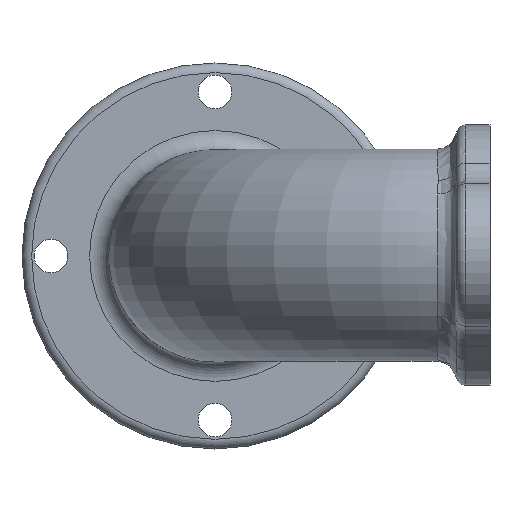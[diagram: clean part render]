
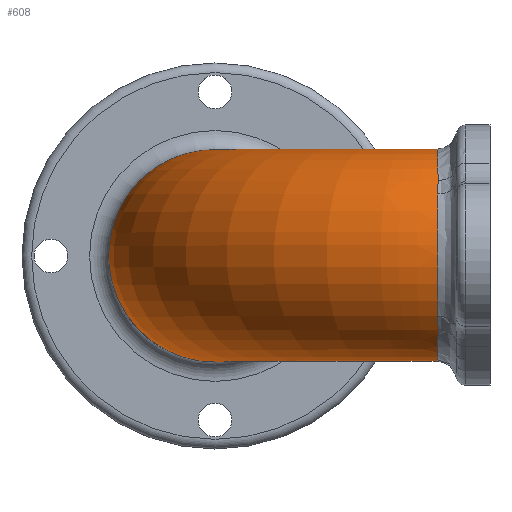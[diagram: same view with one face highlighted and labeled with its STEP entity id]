
A CAD part, top view. The second image highlights one B-rep face of the part: STEP entity #608.
In plain terms, the highlighted toroidal (fillet/blend) face has major radius 50 mm and minor radius 22 mm.
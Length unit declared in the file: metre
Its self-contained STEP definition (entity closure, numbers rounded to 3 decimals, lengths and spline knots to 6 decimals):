
#36=TOROIDAL_SURFACE('',#680,0.05,0.022);
#67=B_SPLINE_CURVE_WITH_KNOTS('',3,(#1004,#1005,#1006,#1007),
 .UNSPECIFIED.,.F.,.F.,(4,4),(0.,0.003645),.UNSPECIFIED.);
#68=B_SPLINE_CURVE_WITH_KNOTS('',3,(#1010,#1011,#1012,#1013,#1014,#1015,
#1016,#1017,#1018),.UNSPECIFIED.,.F.,.F.,(4,1,1,1,1,1,4),(0.056244,
0.059645,0.063046,0.069849,0.076652,
0.080053,0.083455),.UNSPECIFIED.);
#69=B_SPLINE_CURVE_WITH_KNOTS('',3,(#1020,#1021,#1022,#1023),
 .UNSPECIFIED.,.F.,.F.,(4,4),(0.,0.003645),.UNSPECIFIED.);
#70=B_SPLINE_CURVE_WITH_KNOTS('',3,(#1025,#1026,#1027,#1028,#1029,#1030,
#1031,#1032,#1033,#1034,#1035,#1036),.UNSPECIFIED.,.F.,.F.,(4,1,1,1,1,1,
1,1,1,4),(0.,0.004356,0.008711,0.010889,
0.013067,0.017423,0.021779,0.026134,
0.03049,0.034846),.UNSPECIFIED.);
#71=B_SPLINE_CURVE_WITH_KNOTS('',3,(#1038,#1039,#1040,#1041),
 .UNSPECIFIED.,.F.,.F.,(4,4),(0.,0.004265),.UNSPECIFIED.);
#72=B_SPLINE_CURVE_WITH_KNOTS('',3,(#1043,#1044,#1045,#1046,#1047,#1048,
#1049,#1050),.UNSPECIFIED.,.F.,.F.,(4,1,1,1,1,4),(0.126489,0.133105,
0.139722,0.14303,0.146339,0.152955),
 .UNSPECIFIED.);
#73=B_SPLINE_CURVE_WITH_KNOTS('',3,(#1052,#1053,#1054,#1055),
 .UNSPECIFIED.,.F.,.F.,(4,4),(0.,0.004265),.UNSPECIFIED.);
#74=B_SPLINE_CURVE_WITH_KNOTS('',3,(#1057,#1058,#1059,#1060,#1061,#1062,
#1063,#1064,#1065,#1066,#1067),.UNSPECIFIED.,.F.,.F.,(4,1,1,1,1,1,1,1,4),
(0.,0.008708,0.010885,0.013062,0.017416,
0.02177,0.026124,0.030478,0.034832),
 .UNSPECIFIED.);
#103=ORIENTED_EDGE('',*,*,#267,.T.);
#104=ORIENTED_EDGE('',*,*,#268,.T.);
#105=ORIENTED_EDGE('',*,*,#269,.T.);
#106=ORIENTED_EDGE('',*,*,#270,.T.);
#107=ORIENTED_EDGE('',*,*,#271,.T.);
#108=ORIENTED_EDGE('',*,*,#272,.T.);
#109=ORIENTED_EDGE('',*,*,#273,.T.);
#110=ORIENTED_EDGE('',*,*,#274,.T.);
#111=ORIENTED_EDGE('',*,*,#264,.T.);
#264=EDGE_CURVE('',#348,#348,#405,.T.);
#267=EDGE_CURVE('',#351,#352,#67,.T.);
#268=EDGE_CURVE('',#352,#353,#68,.T.);
#269=EDGE_CURVE('',#353,#354,#69,.T.);
#270=EDGE_CURVE('',#354,#355,#70,.T.);
#271=EDGE_CURVE('',#355,#356,#71,.T.);
#272=EDGE_CURVE('',#356,#357,#72,.T.);
#273=EDGE_CURVE('',#357,#358,#73,.T.);
#274=EDGE_CURVE('',#358,#351,#74,.T.);
#348=VERTEX_POINT('',#997);
#351=VERTEX_POINT('',#1008);
#352=VERTEX_POINT('',#1009);
#353=VERTEX_POINT('',#1019);
#354=VERTEX_POINT('',#1024);
#355=VERTEX_POINT('',#1037);
#356=VERTEX_POINT('',#1042);
#357=VERTEX_POINT('',#1051);
#358=VERTEX_POINT('',#1056);
#405=CIRCLE('',#676,0.022);
#470=EDGE_LOOP('',(#103,#104,#105,#106,#107,#108,#109,#110));
#471=EDGE_LOOP('',(#111));
#542=FACE_BOUND('',#470,.T.);
#543=FACE_BOUND('',#471,.T.);
#608=ADVANCED_FACE('',(#542,#543),#36,.T.);
#676=AXIS2_PLACEMENT_3D('',#996,#792,#793);
#680=AXIS2_PLACEMENT_3D('',#1003,#800,#801);
#792=DIRECTION('',(0.,0.,1.));
#793=DIRECTION('',(1.,0.,0.));
#800=DIRECTION('',(0.,1.,0.));
#801=DIRECTION('',(0.,0.,1.));
#996=CARTESIAN_POINT('',(0.,0.,0.04));
#997=CARTESIAN_POINT('',(0.022,0.,0.04));
#1003=CARTESIAN_POINT('',(0.05,0.,0.04));
#1004=CARTESIAN_POINT('',(0.046234,-0.015466,0.105538));
#1005=CARTESIAN_POINT('',(0.04624,-0.014599,0.106396));
#1006=CARTESIAN_POINT('',(0.046179,-0.013667,0.107174));
#1007=CARTESIAN_POINT('',(0.046184,-0.012671,0.107877));
#1008=CARTESIAN_POINT('',(0.046234,-0.015466,0.105538));
#1009=CARTESIAN_POINT('',(0.046184,-0.012671,0.107877));
#1010=CARTESIAN_POINT('',(0.046184,-0.012671,0.107877));
#1011=CARTESIAN_POINT('',(0.046188,-0.011751,0.108527));
#1012=CARTESIAN_POINT('',(0.046196,-0.009834,0.109673));
#1013=CARTESIAN_POINT('',(0.046207,-0.005624,0.111378));
#1014=CARTESIAN_POINT('',(0.046213,-0.000043,0.112252));
#1015=CARTESIAN_POINT('',(0.046207,0.005652,0.111368));
#1016=CARTESIAN_POINT('',(0.046196,0.009793,0.109692));
#1017=CARTESIAN_POINT('',(0.046188,0.011752,0.108526));
#1018=CARTESIAN_POINT('',(0.046184,0.012671,0.107877));
#1019=CARTESIAN_POINT('',(0.046184,0.012671,0.107877));
#1020=CARTESIAN_POINT('',(0.046184,0.012671,0.107877));
#1021=CARTESIAN_POINT('',(0.046179,0.013667,0.107174));
#1022=CARTESIAN_POINT('',(0.04624,0.014599,0.106396));
#1023=CARTESIAN_POINT('',(0.046234,0.015466,0.105538));
#1024=CARTESIAN_POINT('',(0.046234,0.015466,0.105538));
#1025=CARTESIAN_POINT('',(0.046234,0.015466,0.105538));
#1026=CARTESIAN_POINT('',(0.046227,0.016503,0.104511));
#1027=CARTESIAN_POINT('',(0.04621,0.018362,0.102261));
#1028=CARTESIAN_POINT('',(0.046183,0.020085,0.099053));
#1029=CARTESIAN_POINT('',(0.046158,0.021062,0.096346));
#1030=CARTESIAN_POINT('',(0.046129,0.02178,0.093508));
#1031=CARTESIAN_POINT('',(0.046087,0.022142,0.089931));
#1032=CARTESIAN_POINT('',(0.046025,0.021725,0.085552));
#1033=CARTESIAN_POINT('',(0.045951,0.020489,0.08141));
#1034=CARTESIAN_POINT('',(0.045865,0.018443,0.077523));
#1035=CARTESIAN_POINT('',(0.045802,0.016637,0.075284));
#1036=CARTESIAN_POINT('',(0.045769,0.015614,0.074242));
#1037=CARTESIAN_POINT('',(0.045769,0.015614,0.074242));
#1038=CARTESIAN_POINT('',(0.045769,0.015614,0.074242));
#1039=CARTESIAN_POINT('',(0.045738,0.014614,0.073222));
#1040=CARTESIAN_POINT('',(0.045571,0.013541,0.072301));
#1041=CARTESIAN_POINT('',(0.045536,0.012365,0.071489));
#1042=CARTESIAN_POINT('',(0.045536,0.012365,0.071489));
#1043=CARTESIAN_POINT('',(0.045536,0.012365,0.071489));
#1044=CARTESIAN_POINT('',(0.045481,0.010557,0.07024));
#1045=CARTESIAN_POINT('',(0.045378,0.006608,0.068301));
#1046=CARTESIAN_POINT('',(0.045322,0.001115,0.067436));
#1047=CARTESIAN_POINT('',(0.045344,-0.00331,0.06778));
#1048=CARTESIAN_POINT('',(0.045403,-0.007561,0.068774));
#1049=CARTESIAN_POINT('',(0.045481,-0.010574,0.070252));
#1050=CARTESIAN_POINT('',(0.045536,-0.012365,0.071489));
#1051=CARTESIAN_POINT('',(0.045536,-0.012365,0.071489));
#1052=CARTESIAN_POINT('',(0.045536,-0.012365,0.071489));
#1053=CARTESIAN_POINT('',(0.045571,-0.013541,0.072301));
#1054=CARTESIAN_POINT('',(0.045738,-0.014614,0.073222));
#1055=CARTESIAN_POINT('',(0.045769,-0.015614,0.074242));
#1056=CARTESIAN_POINT('',(0.045769,-0.015614,0.074242));
#1057=CARTESIAN_POINT('',(0.045769,-0.015614,0.074242));
#1058=CARTESIAN_POINT('',(0.045834,-0.017659,0.076326));
#1059=CARTESIAN_POINT('',(0.045912,-0.019679,0.079423));
#1060=CARTESIAN_POINT('',(0.045988,-0.02111,0.083495));
#1061=CARTESIAN_POINT('',(0.046036,-0.021805,0.086337));
#1062=CARTESIAN_POINT('',(0.046087,-0.022142,0.089919));
#1063=CARTESIAN_POINT('',(0.046138,-0.021694,0.094294));
#1064=CARTESIAN_POINT('',(0.046178,-0.020425,0.098426));
#1065=CARTESIAN_POINT('',(0.046211,-0.018339,0.102294));
#1066=CARTESIAN_POINT('',(0.046227,-0.016503,0.104511));
#1067=CARTESIAN_POINT('',(0.046234,-0.015466,0.105538));
